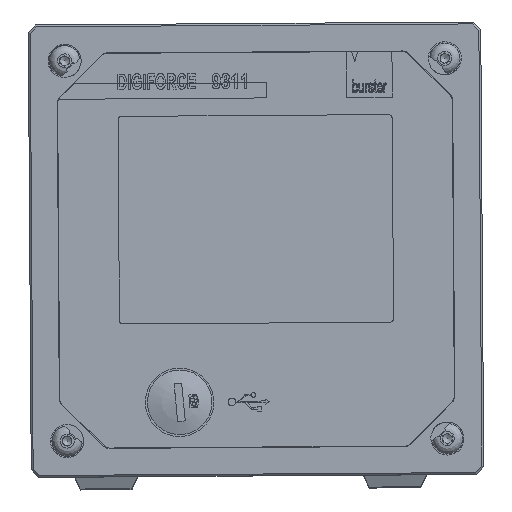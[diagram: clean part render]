
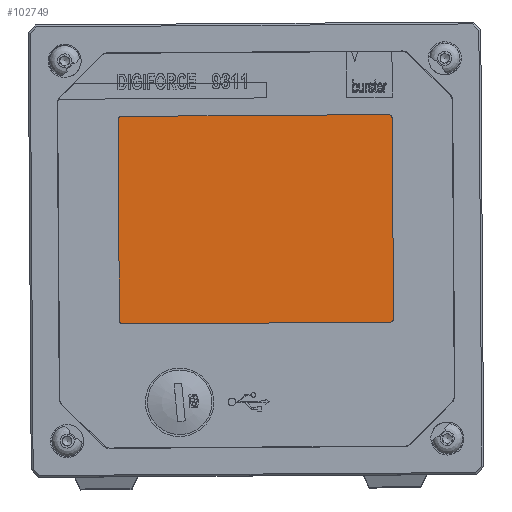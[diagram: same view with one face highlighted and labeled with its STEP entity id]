
A CAD part, top view. The second image highlights one B-rep face of the part: STEP entity #102749.
In plain terms, the highlighted planar face has unit normal (0, 0, 1).
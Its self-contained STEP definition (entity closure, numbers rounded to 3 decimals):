
#5540=CIRCLE('',#108294,1.);
#5541=CIRCLE('',#108295,1.);
#5542=CIRCLE('',#108296,1.);
#5543=CIRCLE('',#108297,1.);
#10256=FACE_OUTER_BOUND('',#16036,.T.);
#16036=EDGE_LOOP('',(#80879,#80880,#80881,#80882,#80883,#80884,#80885,#80886));
#26058=LINE('',#177852,#36436);
#26059=LINE('',#177856,#36437);
#26060=LINE('',#177860,#36438);
#26061=LINE('',#177863,#36439);
#36436=VECTOR('',#126870,70.1);
#36437=VECTOR('',#126873,52.6);
#36438=VECTOR('',#126876,70.1);
#36439=VECTOR('',#126879,52.6);
#45921=VERTEX_POINT('',#177848);
#45922=VERTEX_POINT('',#177849);
#45923=VERTEX_POINT('',#177851);
#45924=VERTEX_POINT('',#177853);
#45925=VERTEX_POINT('',#177855);
#45926=VERTEX_POINT('',#177857);
#45927=VERTEX_POINT('',#177859);
#45928=VERTEX_POINT('',#177861);
#58834=EDGE_CURVE('',#45921,#45922,#5540,.T.);
#58835=EDGE_CURVE('',#45921,#45923,#26058,.T.);
#58836=EDGE_CURVE('',#45924,#45923,#5541,.T.);
#58837=EDGE_CURVE('',#45924,#45925,#26059,.T.);
#58838=EDGE_CURVE('',#45926,#45925,#5542,.T.);
#58839=EDGE_CURVE('',#45926,#45927,#26060,.T.);
#58840=EDGE_CURVE('',#45928,#45927,#5543,.T.);
#58841=EDGE_CURVE('',#45928,#45922,#26061,.T.);
#80879=ORIENTED_EDGE('',*,*,#58834,.F.);
#80880=ORIENTED_EDGE('',*,*,#58835,.T.);
#80881=ORIENTED_EDGE('',*,*,#58836,.F.);
#80882=ORIENTED_EDGE('',*,*,#58837,.T.);
#80883=ORIENTED_EDGE('',*,*,#58838,.F.);
#80884=ORIENTED_EDGE('',*,*,#58839,.T.);
#80885=ORIENTED_EDGE('',*,*,#58840,.F.);
#80886=ORIENTED_EDGE('',*,*,#58841,.T.);
#92398=PLANE('',#108293);
#102749=ADVANCED_FACE('',(#10256),#92398,.T.);
#108293=AXIS2_PLACEMENT_3D('',#177847,#126866,#126867);
#108294=AXIS2_PLACEMENT_3D('',#177850,#126868,#126869);
#108295=AXIS2_PLACEMENT_3D('',#177854,#126871,#126872);
#108296=AXIS2_PLACEMENT_3D('',#177858,#126874,#126875);
#108297=AXIS2_PLACEMENT_3D('',#177862,#126877,#126878);
#126866=DIRECTION('center_axis',(0.,0.,
1.));
#126867=DIRECTION('ref_axis',(1.,0.007,0.));
#126868=DIRECTION('center_axis',(0.,0.,
-1.));
#126869=DIRECTION('ref_axis',(0.702,0.712,0.));
#126870=DIRECTION('',(-1.,-0.007,0.));
#126871=DIRECTION('center_axis',(0.,0.,
-1.));
#126872=DIRECTION('ref_axis',(-0.712,0.702,0.));
#126873=DIRECTION('',(0.007,-1.,0.));
#126874=DIRECTION('center_axis',(0.,0.,
-1.));
#126875=DIRECTION('ref_axis',(-0.702,-0.712,0.));
#126876=DIRECTION('',(1.,0.007,0.));
#126877=DIRECTION('center_axis',(0.,0.,
-1.));
#126878=DIRECTION('ref_axis',(0.712,-0.702,0.));
#126879=DIRECTION('',(-0.007,1.,0.));
#177847=CARTESIAN_POINT('Origin',(-10.185,13.223,75.16));
#177848=CARTESIAN_POINT('',(24.665,43.159,75.16));
#177849=CARTESIAN_POINT('',(25.671,42.166,75.16));
#177850=CARTESIAN_POINT('Origin',(24.671,42.159,75.16));
#177851=CARTESIAN_POINT('',(-45.434,42.686,75.16));
#177852=CARTESIAN_POINT('',(-28.409,42.801,75.16));
#177853=CARTESIAN_POINT('',(-46.427,41.68,75.16));
#177854=CARTESIAN_POINT('Origin',(-45.427,41.686,75.16));
#177855=CARTESIAN_POINT('',(-46.073,-10.919,75.16));
#177856=CARTESIAN_POINT('',(-46.131,-2.269,75.16));
#177857=CARTESIAN_POINT('',(-45.066,-11.912,75.16));
#177858=CARTESIAN_POINT('Origin',(-45.073,-10.912,75.16));
#177859=CARTESIAN_POINT('',(25.032,-11.44,75.16));
#177860=CARTESIAN_POINT('',(8.008,-11.555,75.16));
#177861=CARTESIAN_POINT('',(26.026,-10.433,75.16));
#177862=CARTESIAN_POINT('Origin',(25.026,-10.44,75.16));
#177863=CARTESIAN_POINT('',(25.783,25.516,75.16));
